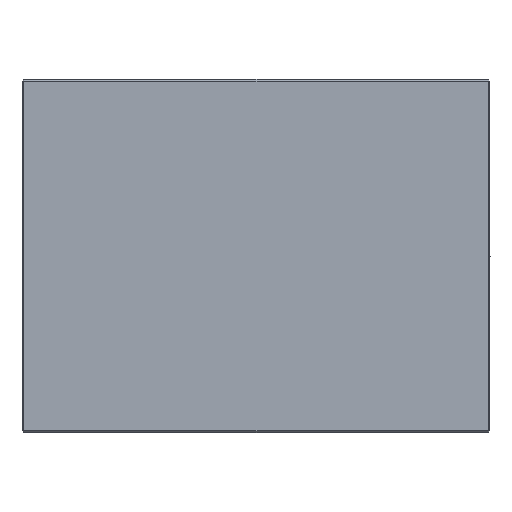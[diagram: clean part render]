
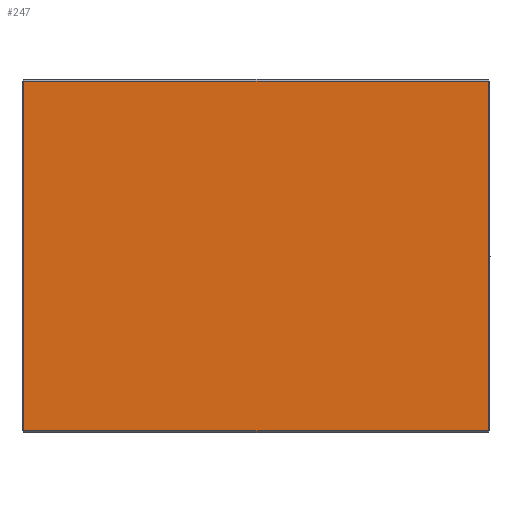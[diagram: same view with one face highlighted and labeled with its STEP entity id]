
A CAD part, front view. The second image highlights one B-rep face of the part: STEP entity #247.
In plain terms, the highlighted planar face has unit normal (0, -1, 0).
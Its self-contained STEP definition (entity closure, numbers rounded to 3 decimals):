
#220=FACE_OUTER_BOUND('',#707,.T.);
#247=ADVANCED_FACE('',(#220),#361,.F.);
#361=PLANE('',#1569);
#396=LINE('',#2275,#444);
#397=LINE('',#2278,#445);
#398=LINE('',#2280,#446);
#399=LINE('',#2282,#447);
#444=VECTOR('',#1806,1.);
#445=VECTOR('',#1807,1.);
#446=VECTOR('',#1808,1.);
#447=VECTOR('',#1809,1.);
#707=EDGE_LOOP('',(#917,#918,#919,#920));
#917=ORIENTED_EDGE('',*,*,#1344,.T.);
#918=ORIENTED_EDGE('',*,*,#1345,.T.);
#919=ORIENTED_EDGE('',*,*,#1346,.T.);
#920=ORIENTED_EDGE('',*,*,#1347,.T.);
#1203=VERTEX_POINT('',#2276);
#1204=VERTEX_POINT('',#2277);
#1205=VERTEX_POINT('',#2279);
#1206=VERTEX_POINT('',#2281);
#1344=EDGE_CURVE('',#1203,#1204,#396,.T.);
#1345=EDGE_CURVE('',#1204,#1205,#397,.T.);
#1346=EDGE_CURVE('',#1205,#1206,#398,.T.);
#1347=EDGE_CURVE('',#1206,#1203,#399,.T.);
#1569=AXIS2_PLACEMENT_3D('',#2283,#1810,#1811);
#1806=DIRECTION('',(0.,0.,-1.));
#1807=DIRECTION('',(1.,0.,0.));
#1808=DIRECTION('',(0.,0.,1.));
#1809=DIRECTION('',(-1.,0.,0.));
#1810=DIRECTION('',(0.,1.,0.));
#1811=DIRECTION('',(0.,0.,1.));
#2275=CARTESIAN_POINT('',(-233.,-177.5,177.5));
#2276=CARTESIAN_POINT('',(-233.,-177.5,175.5));
#2277=CARTESIAN_POINT('',(-233.,-177.5,-175.5));
#2278=CARTESIAN_POINT('',(235.,-177.5,-175.5));
#2279=CARTESIAN_POINT('',(233.,-177.5,-175.5));
#2280=CARTESIAN_POINT('',(233.,-177.5,177.5));
#2281=CARTESIAN_POINT('',(233.,-177.5,175.5));
#2282=CARTESIAN_POINT('',(235.,-177.5,175.5));
#2283=CARTESIAN_POINT('',(235.,-177.5,177.5));
